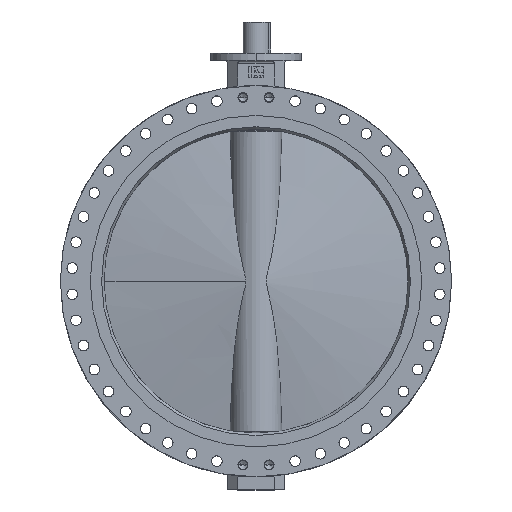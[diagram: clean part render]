
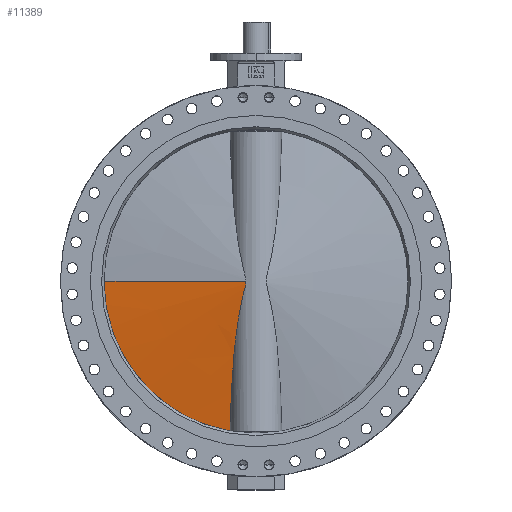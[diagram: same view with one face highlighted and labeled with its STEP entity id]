
A CAD part, top view. The second image highlights one B-rep face of the part: STEP entity #11389.
In plain terms, the highlighted conical face has half-angle 81.264 degrees and reference radius 588.952 mm.
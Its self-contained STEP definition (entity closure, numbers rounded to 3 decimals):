
#986 = EDGE_CURVE ( 'NONE', #14349, #14193, #5194, .T. ) ;
#987 = EDGE_CURVE ( 'NONE', #14349, #14336, #2648, .T. ) ;
#988 = EDGE_CURVE ( 'NONE', #14336, #14193, #2650, .T. ) ;
#1282 = ORIENTED_EDGE ( 'NONE', *, *, #988, .T. ) ;
#1285 = ORIENTED_EDGE ( 'NONE', *, *, #986, .F. ) ;
#1288 = ORIENTED_EDGE ( 'NONE', *, *, #987, .T. ) ;
#1482 = AXIS2_PLACEMENT_3D ( 'NONE', #3165, #3166, #3167 ) ;
#2648 = LINE ( 'NONE', #3163, #2649 ) ;
#2649 = VECTOR ( 'NONE', #3164, 1000. ) ;
#2650 = CIRCLE ( 'NONE', #1482, 587.275 ) ;
#3153 = CARTESIAN_POINT ( 'NONE',  ( -44.531, -336.251, -89.628 ) ) ;
#3154 = CARTESIAN_POINT ( 'NONE',  ( -37.195, -384.667, -92.912 ) ) ;
#3155 = CARTESIAN_POINT ( 'NONE',  ( -33.522, -408.899, -94.293 ) ) ;
#3156 = CARTESIAN_POINT ( 'NONE',  ( -28.005, -445.281, -96.018 ) ) ;
#3157 = CARTESIAN_POINT ( 'NONE',  ( -26.165, -457.411, -96.535 ) ) ;
#3158 = CARTESIAN_POINT ( 'NONE',  ( -22.486, -481.673, -97.458 ) ) ;
#3159 = CARTESIAN_POINT ( 'NONE',  ( -20.645, -493.806, -97.864 ) ) ;
#3160 = CARTESIAN_POINT ( 'NONE',  ( -15.124, -530.205, -98.921 ) ) ;
#3161 = CARTESIAN_POINT ( 'NONE',  ( -11.441, -554.476, -99.412 ) ) ;
#3162 = CARTESIAN_POINT ( 'NONE',  ( -7.758, -578.751, -99.699 ) ) ;
#3163 = CARTESIAN_POINT ( 'NONE',  ( -7.5, 0., -588.952 ) ) ;
#3164 = DIRECTION ( 'NONE',  ( 0.152, 0., -0.988 ) ) ;
#3165 = CARTESIAN_POINT ( 'NONE',  ( -7.758, 0., 0. ) ) ;
#3166 = DIRECTION ( 'NONE',  ( -1., 0., 0. ) ) ;
#3167 = DIRECTION ( 'NONE',  ( 0., 0., 1. ) ) ;
#5194 = B_SPLINE_CURVE_WITH_KNOTS ( 'NONE', 3,
 ( #11969, #11964, #11965, #11970, #11971, #11972, #11973, #11974, #11975, #11976, #11977, #11978, #11979, #11980, #11981, #11982, #11983, #11984, #11985, #11986, #11987, #11988, #11989, #11990, #11991, #11992, #11993, #11994, #11995, #11996, #5696, #6503, #3153, #3154, #3155, #3156, #3157, #3158, #3159, #3160, #3161, #3162 ),
 .UNSPECIFIED., .F., .F.,
 ( 4, 2, 2, 2, 2, 2, 2, 2, 2, 2, 2, 2, 2, 2, 2, 2, 2, 2, 2, 2, 4 ),
 ( 0.65, 0.654, 0.656, 0.659, 0.668, 0.676, 0.685, 0.694, 0.703, 0.721, 0.757, 0.775, 0.792, 0.828, 0.864, 0.935, 1.007, 1.078, 1.114, 1.149, 1.221 ),
 .UNSPECIFIED. ) ;
#5696 = CARTESIAN_POINT ( 'NONE',  ( -55.503, -263.759, -83.292 ) ) ;
#6358 = EDGE_LOOP ( 'NONE', ( #1285, #1288, #1282 ) ) ;
#6503 = CARTESIAN_POINT ( 'NONE',  ( -48.194, -312.067, -87.725 ) ) ;
#8965 = DIRECTION ( 'NONE',  ( 0., 0., -1. ) ) ;
#8966 = CARTESIAN_POINT ( 'NONE',  ( -7.5, 0., 0. ) ) ;
#8967 = DIRECTION ( 'NONE',  ( 1., 0., 0. ) ) ;
#9520 = FACE_OUTER_BOUND ( 'NONE', #6358, .T. ) ;
#9524 = CONICAL_SURFACE ( 'NONE', #13515, 588.952, 1.418 ) ;
#10516 = CARTESIAN_POINT ( 'NONE',  ( -7.758, -578.751, -99.699 ) ) ;
#10597 = CARTESIAN_POINT ( 'NONE',  ( -7.758, 0., -587.275 ) ) ;
#10606 = CARTESIAN_POINT ( 'NONE',  ( -91.965, 0., -39.274 ) ) ;
#11389 = ADVANCED_FACE ( 'NONE', ( #9520 ), #9524, .T. ) ;
#11964 = CARTESIAN_POINT ( 'NONE',  ( -91.965, -1.52, -39.274 ) ) ;
#11965 = CARTESIAN_POINT ( 'NONE',  ( -91.944, -3.052, -39.324 ) ) ;
#11969 = CARTESIAN_POINT ( 'NONE',  ( -91.965, 0., -39.274 ) ) ;
#11970 = CARTESIAN_POINT ( 'NONE',  ( -91.88, -5.367, -39.473 ) ) ;
#11971 = CARTESIAN_POINT ( 'NONE',  ( -91.853, -6.143, -39.535 ) ) ;
#11972 = CARTESIAN_POINT ( 'NONE',  ( -91.79, -7.685, -39.68 ) ) ;
#11973 = CARTESIAN_POINT ( 'NONE',  ( -91.754, -8.453, -39.764 ) ) ;
#11974 = CARTESIAN_POINT ( 'NONE',  ( -91.552, -12.281, -40.229 ) ) ;
#11975 = CARTESIAN_POINT ( 'NONE',  ( -91.322, -15.304, -40.752 ) ) ;
#11976 = CARTESIAN_POINT ( 'NONE',  ( -90.781, -21.31, -41.943 ) ) ;
#11977 = CARTESIAN_POINT ( 'NONE',  ( -90.47, -24.292, -42.612 ) ) ;
#11978 = CARTESIAN_POINT ( 'NONE',  ( -89.802, -30.241, -44.001 ) ) ;
#11979 = CARTESIAN_POINT ( 'NONE',  ( -89.445, -33.207, -44.724 ) ) ;
#11980 = CARTESIAN_POINT ( 'NONE',  ( -88.703, -39.134, -46.178 ) ) ;
#11981 = CARTESIAN_POINT ( 'NONE',  ( -88.318, -42.095, -46.91 ) ) ;
#11982 = CARTESIAN_POINT ( 'NONE',  ( -87.531, -48.017, -48.364 ) ) ;
#11983 = CARTESIAN_POINT ( 'NONE',  ( -87.128, -50.978, -49.086 ) ) ;
#11984 = CARTESIAN_POINT ( 'NONE',  ( -85.902, -59.866, -51.221 ) ) ;
#11985 = CARTESIAN_POINT ( 'NONE',  ( -85.061, -65.797, -52.603 ) ) ;
#11986 = CARTESIAN_POINT ( 'NONE',  ( -82.504, -83.615, -56.596 ) ) ;
#11987 = CARTESIAN_POINT ( 'NONE',  ( -80.753, -95.529, -59.053 ) ) ;
#11988 = CARTESIAN_POINT ( 'NONE',  ( -78.101, -113.45, -62.468 ) ) ;
#11989 = CARTESIAN_POINT ( 'NONE',  ( -77.212, -119.432, -63.562 ) ) ;
#11990 = CARTESIAN_POINT ( 'NONE',  ( -75.428, -131.411, -65.67 ) ) ;
#11991 = CARTESIAN_POINT ( 'NONE',  ( -74.532, -137.409, -66.684 ) ) ;
#11992 = CARTESIAN_POINT ( 'NONE',  ( -71.838, -155.408, -69.616 ) ) ;
#11993 = CARTESIAN_POINT ( 'NONE',  ( -70.034, -167.421, -71.424 ) ) ;
#11994 = CARTESIAN_POINT ( 'NONE',  ( -66.416, -191.468, -74.8 ) ) ;
#11995 = CARTESIAN_POINT ( 'NONE',  ( -64.603, -203.502, -76.367 ) ) ;
#11996 = CARTESIAN_POINT ( 'NONE',  ( -59.151, -239.634, -80.765 ) ) ;
#13515 = AXIS2_PLACEMENT_3D ( 'NONE', #8966, #8967, #8965 ) ;
#14193 = VERTEX_POINT ( 'NONE', #10516 ) ;
#14336 = VERTEX_POINT ( 'NONE', #10597 ) ;
#14349 = VERTEX_POINT ( 'NONE', #10606 ) ;
